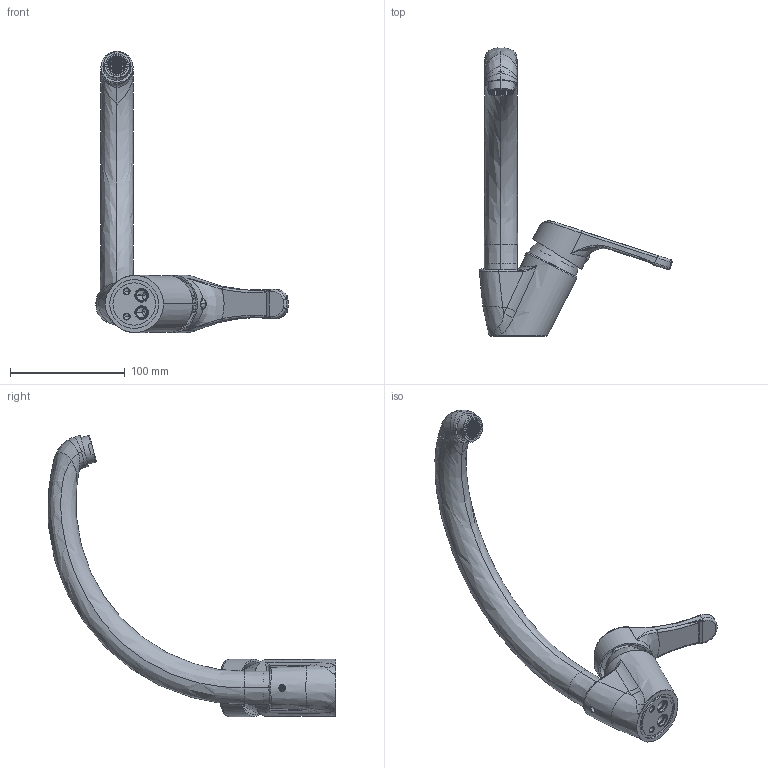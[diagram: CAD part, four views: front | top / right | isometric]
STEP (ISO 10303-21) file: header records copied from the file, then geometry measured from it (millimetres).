
FILE_DESCRIPTION((''),'2;1');
FILE_NAME('NT181CR','2021-11-10T13:05:20',('ut3'),('PAFFONI SpA'),'CREO PARAMETRIC BY PTC INC, 2020044','CREO PARAMETRIC BY PTC INC, 2020044','');
FILE_SCHEMA(('CONFIG_CONTROL_DESIGN','SHAPE_APPEARANCE_LAYERS_GROUPS'));
Products named in the file (1): NT181CR
Bounding box: 168.19 x 251.22 x 245.51 mm (x, y, z)
Volume: 205023.5 mm3; surface area: 132907.1 mm2
Topology: 2 solids, 2 shells, 2813 faces, 8040 edges, 5192 vertices
Faces by surface type: plane 2022, cylinder 407, torus 121, bspline 120, cone 113, sphere 26, extrusion 4
Entity records: 118907 total; most frequent: CARTESIAN_POINT 34040, ORIENTED_EDGE 16014, DIRECTION 14794, EDGE_CURVE 8007, VERTEX_POINT 5192, VECTOR 5076, LINE 5072, AXIS2_PLACEMENT_3D 4859
